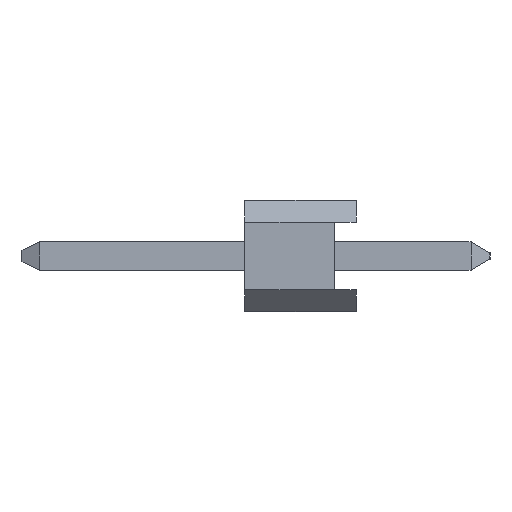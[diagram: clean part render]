
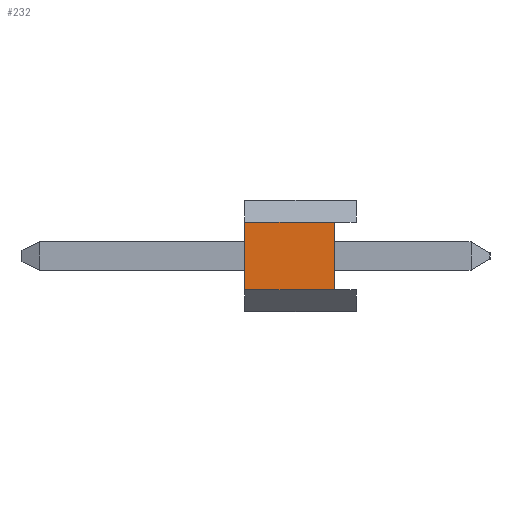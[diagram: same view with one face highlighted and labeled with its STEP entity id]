
A CAD part, left-side view. The second image highlights one B-rep face of the part: STEP entity #232.
In plain terms, the highlighted planar face has unit normal (-1, 0, 0).
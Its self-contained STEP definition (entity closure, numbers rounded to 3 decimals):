
#31 = DIRECTION ( 'NONE',  ( 0., -1., 0. ) ) ;
#41 = LINE ( 'NONE', #850, #996 ) ;
#67 = CARTESIAN_POINT ( 'NONE',  ( -1.27, 0.5, -0.875 ) ) ;
#70 = LINE ( 'NONE', #614, #524 ) ;
#93 = FACE_OUTER_BOUND ( 'NONE', #979, .T. ) ;
#101 = VERTEX_POINT ( 'NONE', #605 ) ;
#119 = AXIS2_PLACEMENT_3D ( 'NONE', #209, #836, #291 ) ;
#160 = VERTEX_POINT ( 'NONE', #610 ) ;
#185 = VERTEX_POINT ( 'NONE', #67 ) ;
#209 = CARTESIAN_POINT ( 'NONE',  ( -1.27, 2.54, -1.375 ) ) ;
#232 = ADVANCED_FACE ( 'NONE', ( #93 ), #739, .F. ) ;
#291 = DIRECTION ( 'NONE',  ( 0., 0., -1. ) ) ;
#490 = CARTESIAN_POINT ( 'NONE',  ( -1.27, 2.54, -0.875 ) ) ;
#524 = VECTOR ( 'NONE', #703, 1000. ) ;
#555 = LINE ( 'NONE', #1091, #1023 ) ;
#578 = VECTOR ( 'NONE', #31, 1000. ) ;
#605 = CARTESIAN_POINT ( 'NONE',  ( -1.27, 0.5, 0.665 ) ) ;
#610 = CARTESIAN_POINT ( 'NONE',  ( -1.27, 2.54, 0.665 ) ) ;
#612 = EDGE_CURVE ( 'NONE', #755, #185, #1090, .T. ) ;
#614 = CARTESIAN_POINT ( 'NONE',  ( -1.27, 2.54, 0.665 ) ) ;
#637 = ORIENTED_EDGE ( 'NONE', *, *, #658, .T. ) ;
#654 = EDGE_CURVE ( 'NONE', #755, #160, #555, .T. ) ;
#658 = EDGE_CURVE ( 'NONE', #101, #160, #70, .T. ) ;
#661 = ORIENTED_EDGE ( 'NONE', *, *, #654, .F. ) ;
#665 = EDGE_CURVE ( 'NONE', #185, #101, #41, .T. ) ;
#703 = DIRECTION ( 'NONE',  ( 0., 1., 0. ) ) ;
#732 = DIRECTION ( 'NONE',  ( 0., 0., 1. ) ) ;
#739 = PLANE ( 'NONE',  #119 ) ;
#755 = VERTEX_POINT ( 'NONE', #490 ) ;
#836 = DIRECTION ( 'NONE',  ( 1., 0., 0. ) ) ;
#849 = ORIENTED_EDGE ( 'NONE', *, *, #612, .T. ) ;
#850 = CARTESIAN_POINT ( 'NONE',  ( -1.27, 0.5, -0.875 ) ) ;
#874 = ORIENTED_EDGE ( 'NONE', *, *, #665, .T. ) ;
#904 = DIRECTION ( 'NONE',  ( 0., 0., 1. ) ) ;
#979 = EDGE_LOOP ( 'NONE', ( #849, #874, #637, #661 ) ) ;
#996 = VECTOR ( 'NONE', #904, 1000. ) ;
#1023 = VECTOR ( 'NONE', #732, 1000. ) ;
#1090 = LINE ( 'NONE', #1144, #578 ) ;
#1091 = CARTESIAN_POINT ( 'NONE',  ( -1.27, 2.54, -1.375 ) ) ;
#1144 = CARTESIAN_POINT ( 'NONE',  ( -1.27, 2.54, -0.875 ) ) ;
